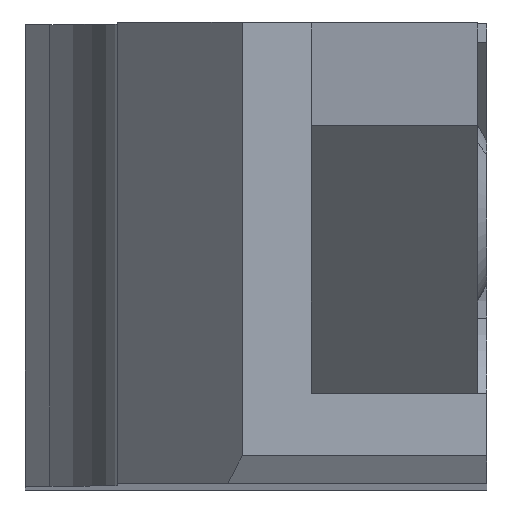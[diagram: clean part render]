
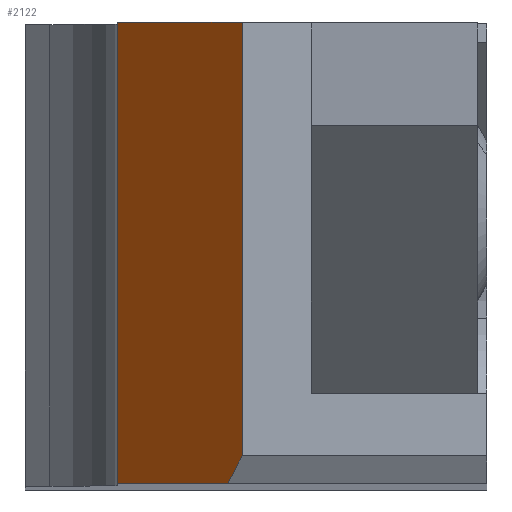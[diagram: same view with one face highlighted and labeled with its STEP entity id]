
A CAD part, top view. The second image highlights one B-rep face of the part: STEP entity #2122.
In plain terms, the highlighted planar face has unit normal (-0.743, 0, 0.669).
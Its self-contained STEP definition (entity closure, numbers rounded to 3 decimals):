
#142 = VERTEX_POINT ( 'NONE', #980 ) ;
#171 = CARTESIAN_POINT ( 'NONE',  ( 4.7, 111.55, 0. ) ) ;
#207 = LINE ( 'NONE', #2656, #2019 ) ;
#257 = EDGE_CURVE ( 'NONE', #142, #981, #2882, .T. ) ;
#367 = DIRECTION ( 'NONE',  ( 0., -1., 0. ) ) ;
#414 = ORIENTED_EDGE ( 'NONE', *, *, #1960, .F. ) ;
#418 = VERTEX_POINT ( 'NONE', #2725 ) ;
#453 = ORIENTED_EDGE ( 'NONE', *, *, #257, .F. ) ;
#477 = CARTESIAN_POINT ( 'NONE',  ( 4.7, 111.55, 0. ) ) ;
#484 = CARTESIAN_POINT ( 'NONE',  ( 2., 0., -2.999 ) ) ;
#657 = DIRECTION ( 'NONE',  ( -0.743, 0., 0.669 ) ) ;
#696 = EDGE_CURVE ( 'NONE', #1136, #418, #207, .T. ) ;
#960 = VECTOR ( 'NONE', #2432, 1000. ) ;
#976 = EDGE_CURVE ( 'NONE', #981, #1136, #2770, .T. ) ;
#980 = CARTESIAN_POINT ( 'NONE',  ( 4.388, 0., -0.346 ) ) ;
#981 = VERTEX_POINT ( 'NONE', #1875 ) ;
#1090 = ORIENTED_EDGE ( 'NONE', *, *, #2032, .T. ) ;
#1136 = VERTEX_POINT ( 'NONE', #2504 ) ;
#1164 = EDGE_LOOP ( 'NONE', ( #1531, #453, #1090, #414, #1864 ) ) ;
#1215 = DIRECTION ( 'NONE',  ( -0.669, 0., -0.743 ) ) ;
#1361 = VECTOR ( 'NONE', #367, 1000. ) ;
#1396 = DIRECTION ( 'NONE',  ( 0.669, 0., 0.743 ) ) ;
#1465 = DIRECTION ( 'NONE',  ( 0.669, 0., 0.743 ) ) ;
#1531 = ORIENTED_EDGE ( 'NONE', *, *, #976, .F. ) ;
#1544 = VECTOR ( 'NONE', #1215, 1000. ) ;
#1575 = FACE_OUTER_BOUND ( 'NONE', #1164, .T. ) ;
#1586 = VERTEX_POINT ( 'NONE', #2852 ) ;
#1626 = DIRECTION ( 'NONE',  ( 0., 1., 0. ) ) ;
#1699 = LINE ( 'NONE', #1950, #960 ) ;
#1864 = ORIENTED_EDGE ( 'NONE', *, *, #696, .F. ) ;
#1875 = CARTESIAN_POINT ( 'NONE',  ( 2., 0., -2.999 ) ) ;
#1950 = CARTESIAN_POINT ( 'NONE',  ( 23.507, 36.779, 20.888 ) ) ;
#1960 = EDGE_CURVE ( 'NONE', #418, #1586, #2639, .T. ) ;
#2019 = VECTOR ( 'NONE', #1465, 1000. ) ;
#2032 = EDGE_CURVE ( 'NONE', #142, #1586, #1699, .T. ) ;
#2059 = CARTESIAN_POINT ( 'NONE',  ( -37.185, 0., -46.518 ) ) ;
#2122 = ADVANCED_FACE ( 'NONE', ( #1575 ), #2411, .T. ) ;
#2411 = PLANE ( 'NONE',  #2934 ) ;
#2432 = DIRECTION ( 'NONE',  ( 0.411, 0.79, 0.456 ) ) ;
#2504 = CARTESIAN_POINT ( 'NONE',  ( 2., 10., -2.999 ) ) ;
#2639 = LINE ( 'NONE', #477, #1361 ) ;
#2656 = CARTESIAN_POINT ( 'NONE',  ( -37.185, 10., -46.518 ) ) ;
#2707 = VECTOR ( 'NONE', #1626, 1000. ) ;
#2725 = CARTESIAN_POINT ( 'NONE',  ( 4.7, 10., 0. ) ) ;
#2770 = LINE ( 'NONE', #484, #2707 ) ;
#2852 = CARTESIAN_POINT ( 'NONE',  ( 4.7, 0.6, 0. ) ) ;
#2882 = LINE ( 'NONE', #2059, #1544 ) ;
#2934 = AXIS2_PLACEMENT_3D ( 'NONE', #171, #657, #1396 ) ;
